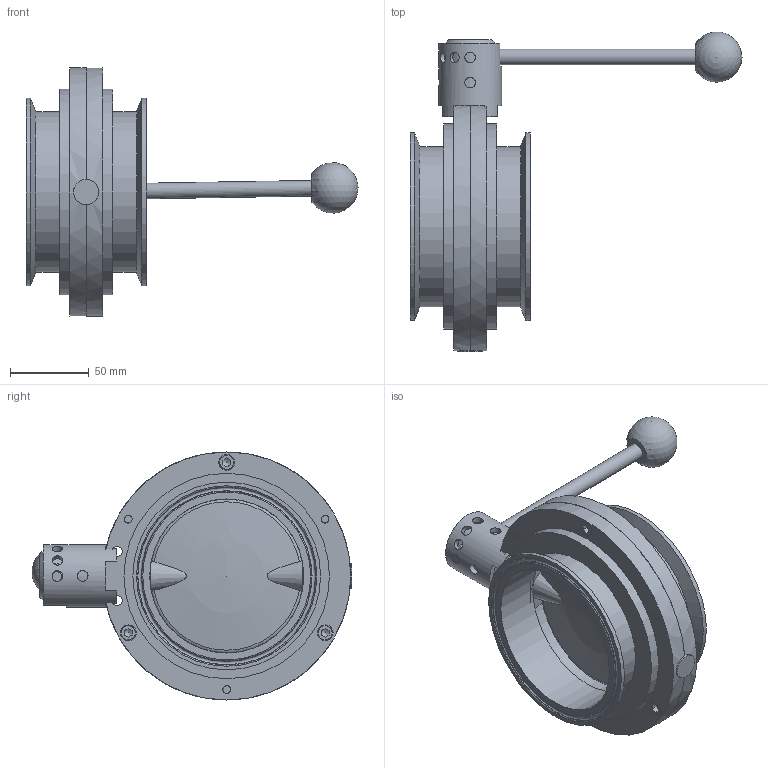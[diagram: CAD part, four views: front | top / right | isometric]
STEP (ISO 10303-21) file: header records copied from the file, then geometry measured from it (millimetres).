
FILE_DESCRIPTION(/* description */ (''),/* implementation_level */ '2;1');
FILE_NAME(/* name */ 'BFVPC-4.stp',/* time_stamp */ '2021-06-10T08:45:24-04:00',/* author */ ('lee'),/* organization */ (''),/* preprocessor_version */ 'ST-DEVELOPER v18',/* originating_system */ 'Autodesk Inventor 2020',/* authorisation */ '');
FILE_SCHEMA (('AUTOMOTIVE_DESIGN { 1 0 10303 214 3 1 1 }'));
Length unit declared in the file: inch
Products named in the file (9): BFVPC-4; BFV-SEAT-4; BFV-DISC-4; BFVTC_FLANGE-4; AS 1420 - 1973 - M6 x 14; BFVPH-4; BFVPH-SLEEVE 1 - 3; BFVPH-BASE; BFVPH-HANDLE-40
Assembly tree (14 placements, depth 3):
  BFVPC-4
    BFVTC_FLANGE-4  x2
    BFV-SEAT-4
    BFV-DISC-4
    AS 1420 - 1973 - M6 x 14  x6
    BFVPH-4
      BFVPH-SLEEVE 1 - 3
      BFVPH-BASE
      BFVPH-HANDLE-40
Bounding box: 210.36 x 202.73 x 157.16 mm (x, y, z)
Volume: 520638.9 mm3; surface area: 197765.8 mm2
Topology: 13 solids, 13 shells, 256 faces, 728 edges, 519 vertices
Faces by surface type: plane 117, cylinder 82, cone 28, torus 26, sphere 3
Full cylindrical faces by diameter (mm): 4.928 x8, 5.588 x1, 6 x6, 6.096 x1, 6.477 x10, 6.731 x6, 9.525 x6, 9.906 x1, 10 x6, 10.16 x1, 14.859 x2, 15.748 x1, 15.875 x1, 16.002 x1, 17.242 x1, 32.004 x1, 32.766 x1, 39.878 x1, 97.384 x2, 101.6 x2, 109.601 x2, 111.902 x2, 118.923 x2, 119.507 x2, 119.837 x1, 130.175 x2, 157.162 x2
Entity records: 6234 total; most frequent: CARTESIAN_POINT 1946, DIRECTION 862, ORIENTED_EDGE 802, EDGE_CURVE 401, AXIS2_PLACEMENT_3D 364, VERTEX_POINT 288, EDGE_LOOP 205, CIRCLE 198
